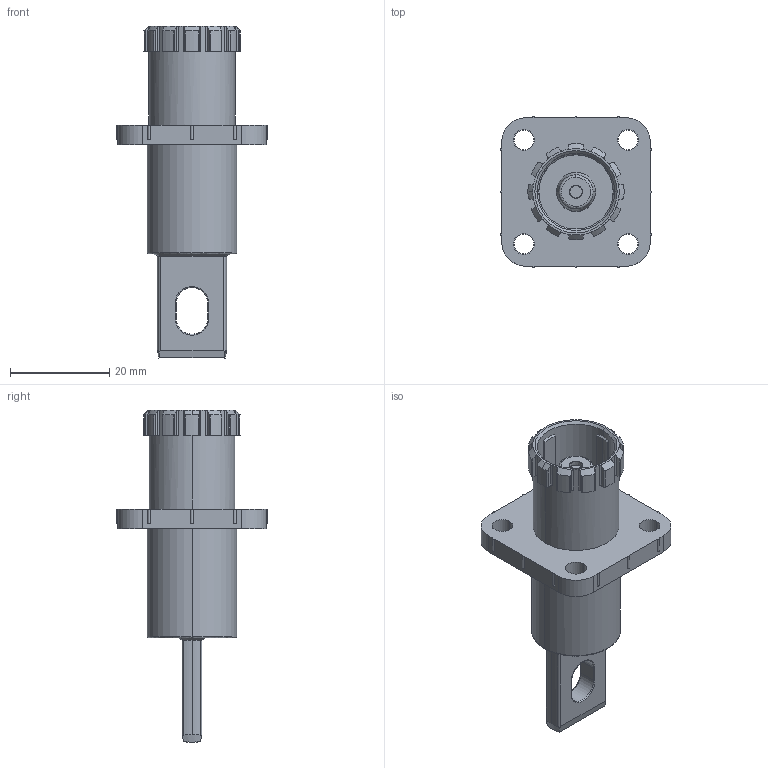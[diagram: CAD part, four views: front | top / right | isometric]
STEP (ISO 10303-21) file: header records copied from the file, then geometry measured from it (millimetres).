
FILE_DESCRIPTION (( 'STEP AP214' ), '1' );
FILE_NAME ('c-h101100030a-000-a-3d.stp', '2024-03-14T11:42:33', ( '' ), ( '' ), 'SwSTEP 2.0', 'SolidWorks 2020', '' );
FILE_SCHEMA (( 'AUTOMOTIVE_DESIGN' ));
Length unit declared in the file: centimetre
Products named in the file (1): c-h101100030a-000-a-3d
Bounding box: 30.4 x 30.4 x 67 mm (x, y, z)
Volume: 11084.3 mm3; surface area: 7213.2 mm2
Topology: 1 solids, 1 shells, 265 faces, 722 edges, 470 vertices
Faces by surface type: cylinder 130, plane 87, cone 34, bspline 14
Entity records: 9287 total; most frequent: CARTESIAN_POINT 2573, ORIENTED_EDGE 1444, DIRECTION 1354, EDGE_CURVE 722, AXIS2_PLACEMENT_3D 528, VERTEX_POINT 470, VECTOR 298, LINE 298
